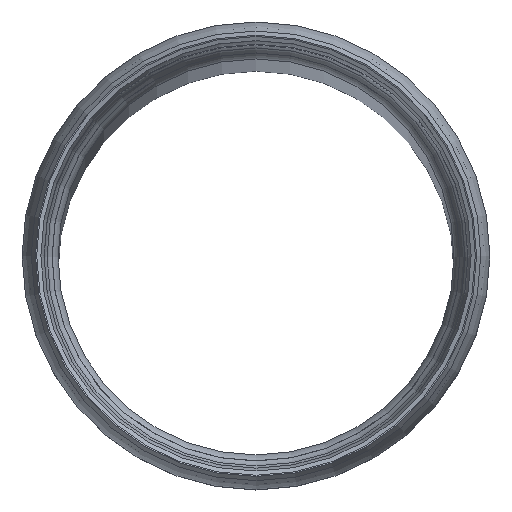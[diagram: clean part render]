
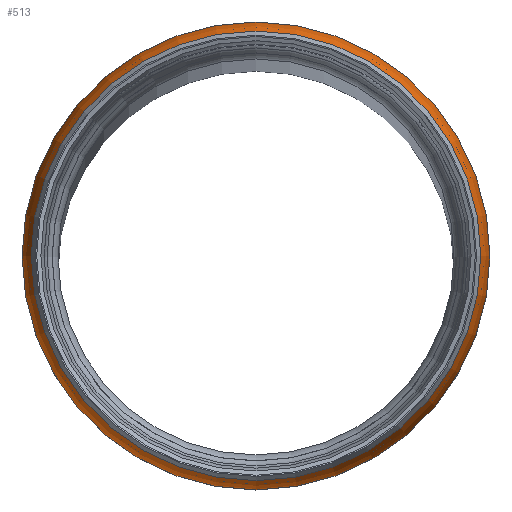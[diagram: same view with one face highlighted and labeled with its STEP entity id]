
A CAD part, top view. The second image highlights one B-rep face of the part: STEP entity #513.
In plain terms, the highlighted toroidal (fillet/blend) face has major radius 340 mm and minor radius 245 mm.
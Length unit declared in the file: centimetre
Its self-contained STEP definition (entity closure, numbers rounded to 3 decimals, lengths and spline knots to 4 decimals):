
#87=FACE_OUTER_BOUND('',#118,.T.);
#118=EDGE_LOOP('',(#425,#426,#427,#428,#429,#430));
#175=CIRCLE('',#593,58.5);
#176=CIRCLE('',#594,58.5);
#177=CIRCLE('',#596,56.2045);
#178=CIRCLE('',#597,24.5);
#179=CIRCLE('',#598,56.2045);
#229=VERTEX_POINT('',#944);
#230=VERTEX_POINT('',#945);
#231=VERTEX_POINT('',#950);
#232=VERTEX_POINT('',#951);
#297=EDGE_CURVE('',#229,#230,#175,.T.);
#298=EDGE_CURVE('',#230,#229,#176,.T.);
#300=EDGE_CURVE('',#231,#232,#177,.T.);
#301=EDGE_CURVE('',#231,#229,#178,.T.);
#302=EDGE_CURVE('',#232,#231,#179,.T.);
#425=ORIENTED_EDGE('',*,*,#300,.F.);
#426=ORIENTED_EDGE('',*,*,#301,.T.);
#427=ORIENTED_EDGE('',*,*,#297,.T.);
#428=ORIENTED_EDGE('',*,*,#298,.T.);
#429=ORIENTED_EDGE('',*,*,#301,.F.);
#430=ORIENTED_EDGE('',*,*,#302,.F.);
#489=TOROIDAL_SURFACE('',#595,34.,24.5);
#513=ADVANCED_FACE('',(#87),#489,.T.);
#593=AXIS2_PLACEMENT_3D('',#946,#767,#768);
#594=AXIS2_PLACEMENT_3D('',#947,#769,#770);
#595=AXIS2_PLACEMENT_3D('',#949,#772,#773);
#596=AXIS2_PLACEMENT_3D('',#952,#774,#775);
#597=AXIS2_PLACEMENT_3D('',#953,#776,#777);
#598=AXIS2_PLACEMENT_3D('',#954,#778,#779);
#767=DIRECTION('center_axis',(0.,0.,1.));
#768=DIRECTION('ref_axis',(1.,0.,0.));
#769=DIRECTION('center_axis',(0.,0.,1.));
#770=DIRECTION('ref_axis',(1.,0.,0.));
#772=DIRECTION('center_axis',(0.,0.,1.));
#773=DIRECTION('ref_axis',(0.,-1.,0.));
#774=DIRECTION('center_axis',(0.,0.,1.));
#775=DIRECTION('ref_axis',(1.,0.,0.));
#776=DIRECTION('center_axis',(-1.,0.,0.));
#777=DIRECTION('ref_axis',(0.,1.,0.));
#778=DIRECTION('center_axis',(0.,0.,1.));
#779=DIRECTION('ref_axis',(1.,0.,0.));
#944=CARTESIAN_POINT('',(254.1995,313.4105,857.3952));
#945=CARTESIAN_POINT('',(312.6995,254.9105,857.3952));
#946=CARTESIAN_POINT('Origin',(254.1995,254.9105,857.3952));
#947=CARTESIAN_POINT('Origin',(254.1995,254.9105,857.3952));
#949=CARTESIAN_POINT('Origin',(254.1995,254.9105,857.3952));
#950=CARTESIAN_POINT('',(254.1995,311.115,867.7494));
#951=CARTESIAN_POINT('',(310.404,254.9105,867.7494));
#952=CARTESIAN_POINT('Origin',(254.1995,254.9105,867.7494));
#953=CARTESIAN_POINT('Origin',(254.1995,288.9105,857.3952));
#954=CARTESIAN_POINT('Origin',(254.1995,254.9105,867.7494));
